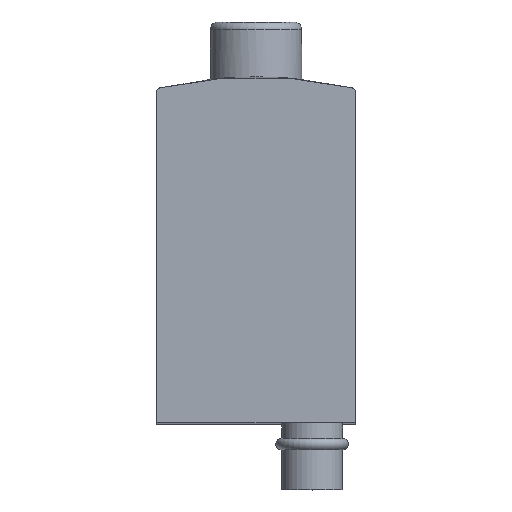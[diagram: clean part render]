
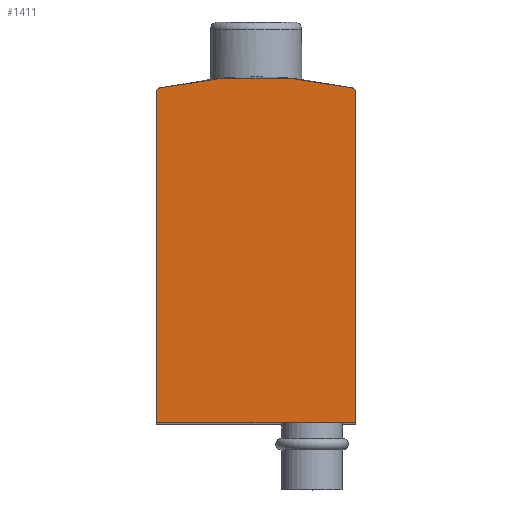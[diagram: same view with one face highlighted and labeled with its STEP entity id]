
A CAD part, top view. The second image highlights one B-rep face of the part: STEP entity #1411.
In plain terms, the highlighted planar face has unit normal (0, 0, 1).
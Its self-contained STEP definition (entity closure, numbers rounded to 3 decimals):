
#38=PLANE('',#1507);
#75=LINE('',#1942,#159);
#104=LINE('',#2062,#188);
#105=LINE('',#2064,#189);
#159=VECTOR('',#1605,1000.);
#188=VECTOR('',#1728,1000.);
#189=VECTOR('',#1731,1000.);
#391=ORIENTED_EDGE('',*,*,#587,.T.);
#392=ORIENTED_EDGE('',*,*,#589,.T.);
#393=ORIENTED_EDGE('',*,*,#535,.T.);
#394=ORIENTED_EDGE('',*,*,#590,.T.);
#395=ORIENTED_EDGE('',*,*,#592,.T.);
#396=ORIENTED_EDGE('',*,*,#505,.T.);
#505=EDGE_CURVE('',#646,#647,#743,.T.);
#535=EDGE_CURVE('',#675,#674,#75,.T.);
#587=EDGE_CURVE('',#647,#704,#774,.T.);
#589=EDGE_CURVE('',#704,#675,#104,.T.);
#590=EDGE_CURVE('',#674,#705,#105,.T.);
#592=EDGE_CURVE('',#705,#646,#775,.T.);
#646=VERTEX_POINT('',#1868);
#647=VERTEX_POINT('',#1869);
#674=VERTEX_POINT('',#1941);
#675=VERTEX_POINT('',#1943);
#704=VERTEX_POINT('',#2059);
#705=VERTEX_POINT('',#2065);
#743=CIRCLE('',#1444,55.3);
#774=CIRCLE('',#1502,0.5);
#775=CIRCLE('',#1506,0.5);
#836=EDGE_LOOP('',(#391,#392,#393,#394,#395,#396));
#910=FACE_BOUND('',#836,.T.);
#1411=ADVANCED_FACE('',(#910),#38,.T.);
#1444=AXIS2_PLACEMENT_3D('',#1867,#1559,#1560);
#1502=AXIS2_PLACEMENT_3D('',#2058,#1723,#1724);
#1506=AXIS2_PLACEMENT_3D('',#2068,#1735,#1736);
#1507=AXIS2_PLACEMENT_3D('',#2069,#1737,#1738);
#1559=DIRECTION('',(0.,0.,1.));
#1560=DIRECTION('',(1.,0.,0.));
#1605=DIRECTION('',(1.,0.,0.));
#1723=DIRECTION('',(0.,0.,1.));
#1724=DIRECTION('',(1.,0.,0.));
#1728=DIRECTION('',(0.,-1.,0.));
#1731=DIRECTION('',(0.,1.,0.));
#1735=DIRECTION('',(0.,0.,1.));
#1736=DIRECTION('',(1.,0.,0.));
#1737=DIRECTION('',(0.,0.,1.));
#1738=DIRECTION('',(1.,0.,0.));
#1867=CARTESIAN_POINT('',(0.,-10.,78.5));
#1868=CARTESIAN_POINT('',(12.614,43.842,78.5));
#1869=CARTESIAN_POINT('',(-12.614,43.842,78.5));
#1941=CARTESIAN_POINT('',(13.,0.,78.5));
#1942=CARTESIAN_POINT('',(-13.,0.,78.5));
#1943=CARTESIAN_POINT('',(-13.,0.,78.5));
#2058=CARTESIAN_POINT('',(-12.5,43.355,78.5));
#2059=CARTESIAN_POINT('',(-13.,43.355,78.5));
#2062=CARTESIAN_POINT('',(-13.,43.355,78.5));
#2064=CARTESIAN_POINT('',(13.,0.,78.5));
#2065=CARTESIAN_POINT('',(13.,43.355,78.5));
#2068=CARTESIAN_POINT('',(12.5,43.355,78.5));
#2069=CARTESIAN_POINT('',(-12.5,43.355,78.5));
